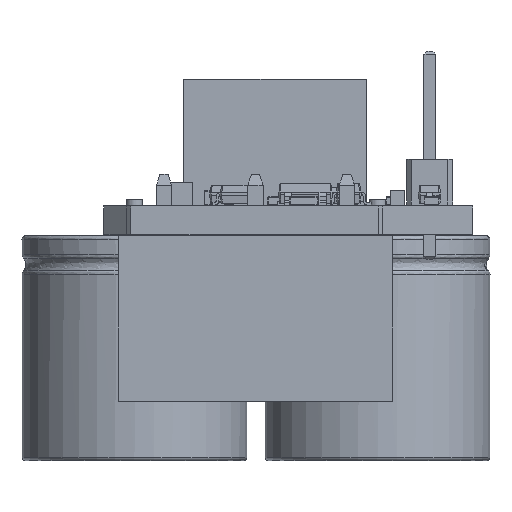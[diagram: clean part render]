
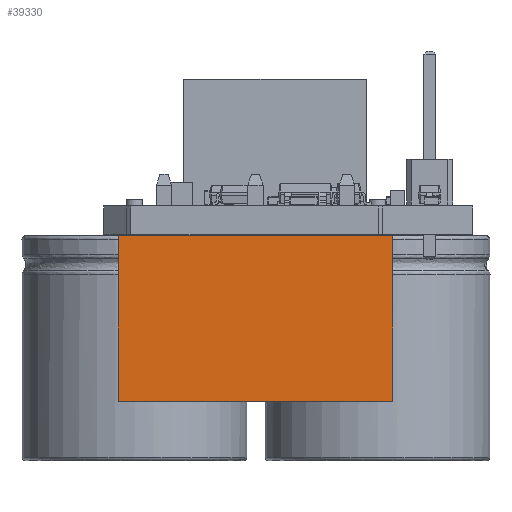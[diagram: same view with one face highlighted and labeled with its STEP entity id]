
A CAD part, left-side view. The second image highlights one B-rep face of the part: STEP entity #39330.
In plain terms, the highlighted face is planar.
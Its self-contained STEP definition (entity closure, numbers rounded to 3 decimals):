
#39330 = ADVANCED_FACE('',(#39331),#39345,.F.);
#39331 = FACE_BOUND('',#39332,.F.);
#39332 = EDGE_LOOP('',(#39333,#39368,#39396,#39424));
#39333 = ORIENTED_EDGE('',*,*,#39334,.T.);
#39334 = EDGE_CURVE('',#39335,#39337,#39339,.T.);
#39335 = VERTEX_POINT('',#39336);
#39336 = CARTESIAN_POINT('',(-2.54,-2.9,0.));
#39337 = VERTEX_POINT('',#39338);
#39338 = CARTESIAN_POINT('',(-2.54,-2.9,9.2));
#39339 = SURFACE_CURVE('',#39340,(#39344,#39356),.PCURVE_S1.);
#39340 = LINE('',#39341,#39342);
#39341 = CARTESIAN_POINT('',(-2.54,-2.9,0.));
#39342 = VECTOR('',#39343,1.);
#39343 = DIRECTION('',(0.,0.,1.));
#39344 = PCURVE('',#39345,#39350);
#39345 = PLANE('',#39346);
#39346 = AXIS2_PLACEMENT_3D('',#39347,#39348,#39349);
#39347 = CARTESIAN_POINT('',(-2.54,-2.9,0.));
#39348 = DIRECTION('',(0.,1.,0.));
#39349 = DIRECTION('',(1.,0.,0.));
#39350 = DEFINITIONAL_REPRESENTATION('',(#39351),#39355);
#39351 = LINE('',#39352,#39353);
#39352 = CARTESIAN_POINT('',(0.,0.));
#39353 = VECTOR('',#39354,1.);
#39354 = DIRECTION('',(0.,-1.));
#39355 = ( GEOMETRIC_REPRESENTATION_CONTEXT(2) 
PARAMETRIC_REPRESENTATION_CONTEXT() REPRESENTATION_CONTEXT('2D SPACE',''
  ) );
#39356 = PCURVE('',#39357,#39362);
#39357 = PLANE('',#39358);
#39358 = AXIS2_PLACEMENT_3D('',#39359,#39360,#39361);
#39359 = CARTESIAN_POINT('',(-2.54,0.798,4.625));
#39360 = DIRECTION('',(-1.,0.,0.));
#39361 = DIRECTION('',(0.,-1.,0.));
#39362 = DEFINITIONAL_REPRESENTATION('',(#39363),#39367);
#39363 = LINE('',#39364,#39365);
#39364 = CARTESIAN_POINT('',(3.698,-4.625));
#39365 = VECTOR('',#39366,1.);
#39366 = DIRECTION('',(0.,1.));
#39367 = ( GEOMETRIC_REPRESENTATION_CONTEXT(2) 
PARAMETRIC_REPRESENTATION_CONTEXT() REPRESENTATION_CONTEXT('2D SPACE',''
  ) );
#39368 = ORIENTED_EDGE('',*,*,#39369,.T.);
#39369 = EDGE_CURVE('',#39337,#39370,#39372,.T.);
#39370 = VERTEX_POINT('',#39371);
#39371 = CARTESIAN_POINT('',(12.7,-2.9,9.2));
#39372 = SURFACE_CURVE('',#39373,(#39377,#39384),.PCURVE_S1.);
#39373 = LINE('',#39374,#39375);
#39374 = CARTESIAN_POINT('',(-2.54,-2.9,9.2));
#39375 = VECTOR('',#39376,1.);
#39376 = DIRECTION('',(1.,0.,0.));
#39377 = PCURVE('',#39345,#39378);
#39378 = DEFINITIONAL_REPRESENTATION('',(#39379),#39383);
#39379 = LINE('',#39380,#39381);
#39380 = CARTESIAN_POINT('',(0.,-9.2));
#39381 = VECTOR('',#39382,1.);
#39382 = DIRECTION('',(1.,0.));
#39383 = ( GEOMETRIC_REPRESENTATION_CONTEXT(2) 
PARAMETRIC_REPRESENTATION_CONTEXT() REPRESENTATION_CONTEXT('2D SPACE',''
  ) );
#39384 = PCURVE('',#39385,#39390);
#39385 = PLANE('',#39386);
#39386 = AXIS2_PLACEMENT_3D('',#39387,#39388,#39389);
#39387 = CARTESIAN_POINT('',(5.08,0.725,9.2));
#39388 = DIRECTION('',(0.,0.,1.));
#39389 = DIRECTION('',(1.,0.,-0.));
#39390 = DEFINITIONAL_REPRESENTATION('',(#39391),#39395);
#39391 = LINE('',#39392,#39393);
#39392 = CARTESIAN_POINT('',(-7.62,-3.625));
#39393 = VECTOR('',#39394,1.);
#39394 = DIRECTION('',(1.,0.));
#39395 = ( GEOMETRIC_REPRESENTATION_CONTEXT(2) 
PARAMETRIC_REPRESENTATION_CONTEXT() REPRESENTATION_CONTEXT('2D SPACE',''
  ) );
#39396 = ORIENTED_EDGE('',*,*,#39397,.F.);
#39397 = EDGE_CURVE('',#39398,#39370,#39400,.T.);
#39398 = VERTEX_POINT('',#39399);
#39399 = CARTESIAN_POINT('',(12.7,-2.9,0.));
#39400 = SURFACE_CURVE('',#39401,(#39405,#39412),.PCURVE_S1.);
#39401 = LINE('',#39402,#39403);
#39402 = CARTESIAN_POINT('',(12.7,-2.9,0.));
#39403 = VECTOR('',#39404,1.);
#39404 = DIRECTION('',(0.,0.,1.));
#39405 = PCURVE('',#39345,#39406);
#39406 = DEFINITIONAL_REPRESENTATION('',(#39407),#39411);
#39407 = LINE('',#39408,#39409);
#39408 = CARTESIAN_POINT('',(15.24,0.));
#39409 = VECTOR('',#39410,1.);
#39410 = DIRECTION('',(0.,-1.));
#39411 = ( GEOMETRIC_REPRESENTATION_CONTEXT(2) 
PARAMETRIC_REPRESENTATION_CONTEXT() REPRESENTATION_CONTEXT('2D SPACE',''
  ) );
#39412 = PCURVE('',#39413,#39418);
#39413 = PLANE('',#39414);
#39414 = AXIS2_PLACEMENT_3D('',#39415,#39416,#39417);
#39415 = CARTESIAN_POINT('',(12.7,0.798,4.625));
#39416 = DIRECTION('',(1.,0.,0.));
#39417 = DIRECTION('',(0.,1.,0.));
#39418 = DEFINITIONAL_REPRESENTATION('',(#39419),#39423);
#39419 = LINE('',#39420,#39421);
#39420 = CARTESIAN_POINT('',(-3.698,-4.625));
#39421 = VECTOR('',#39422,1.);
#39422 = DIRECTION('',(0.,1.));
#39423 = ( GEOMETRIC_REPRESENTATION_CONTEXT(2) 
PARAMETRIC_REPRESENTATION_CONTEXT() REPRESENTATION_CONTEXT('2D SPACE',''
  ) );
#39424 = ORIENTED_EDGE('',*,*,#39425,.F.);
#39425 = EDGE_CURVE('',#39335,#39398,#39426,.T.);
#39426 = SURFACE_CURVE('',#39427,(#39431,#39438),.PCURVE_S1.);
#39427 = LINE('',#39428,#39429);
#39428 = CARTESIAN_POINT('',(-2.54,-2.9,0.));
#39429 = VECTOR('',#39430,1.);
#39430 = DIRECTION('',(1.,0.,0.));
#39431 = PCURVE('',#39345,#39432);
#39432 = DEFINITIONAL_REPRESENTATION('',(#39433),#39437);
#39433 = LINE('',#39434,#39435);
#39434 = CARTESIAN_POINT('',(0.,0.));
#39435 = VECTOR('',#39436,1.);
#39436 = DIRECTION('',(1.,0.));
#39437 = ( GEOMETRIC_REPRESENTATION_CONTEXT(2) 
PARAMETRIC_REPRESENTATION_CONTEXT() REPRESENTATION_CONTEXT('2D SPACE',''
  ) );
#39438 = PCURVE('',#39439,#39444);
#39439 = PLANE('',#39440);
#39440 = AXIS2_PLACEMENT_3D('',#39441,#39442,#39443);
#39441 = CARTESIAN_POINT('',(5.08,0.725,0.));
#39442 = DIRECTION('',(0.,0.,1.));
#39443 = DIRECTION('',(1.,0.,-0.));
#39444 = DEFINITIONAL_REPRESENTATION('',(#39445),#39449);
#39445 = LINE('',#39446,#39447);
#39446 = CARTESIAN_POINT('',(-7.62,-3.625));
#39447 = VECTOR('',#39448,1.);
#39448 = DIRECTION('',(1.,0.));
#39449 = ( GEOMETRIC_REPRESENTATION_CONTEXT(2) 
PARAMETRIC_REPRESENTATION_CONTEXT() REPRESENTATION_CONTEXT('2D SPACE',''
  ) );
